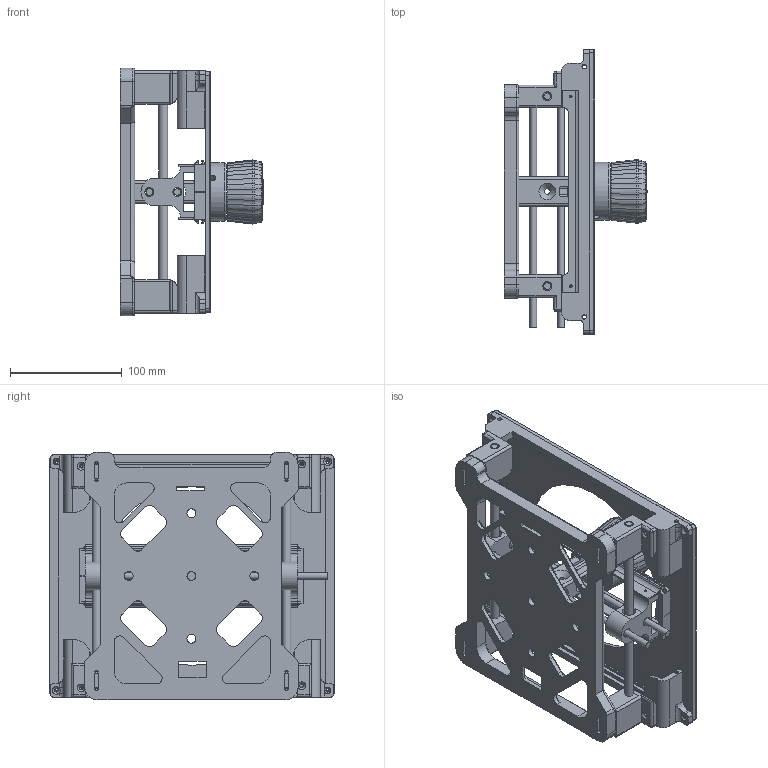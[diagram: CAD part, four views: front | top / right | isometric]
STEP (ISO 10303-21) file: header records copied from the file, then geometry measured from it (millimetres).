
FILE_DESCRIPTION(/* description */ ('CAx-IF Rec.Pracs.---Representation and Presentation of Product Manufacturing Information (PMI)---4.0---2014-10-13','CAx-IF Rec.Pracs.---3D Tessellated Geometry---0.4---2014-09-14','2;1'),/* implementation_level */ '2;1');
FILE_NAME(/* name */ 'ASSY_V6',/* time_stamp */ '2026-01-17T15:00:54+01:00',/* author */ (''),/* organization */ (''),/* preprocessor_version */ 'ST-DEVELOPER v20',/* originating_system */ 'SIEMENS PLM Software NX2506.4001',/* authorisation */ $);
FILE_SCHEMA (('AP242_MANAGED_MODEL_BASED_3D_ENGINEERING_MIM_LF { 1 0 10303 442 3 1 4 }'));
Products named in the file (26): ASSY_V6; rod short V5; MID rail V5; MID cross block V5; outer rail V5; rod long V5; corner piece V5; ASSY V5; knob V5; buttonplate V5; knob spacer V5; base plate V5; clips V5; button PCB V5; button base V5; ring V5; top plate V5; MID central block V5; MID central block cover V5; bottom plate V5
Assembly tree (26 placements, depth 3):
  ASSY_V6
    rod short V5
    MID rail V5
    MID cross block V5
    outer rail V5
    rod long V5
    corner piece V5
    corner piece V5  x2
    ASSY V5
      knob V5
      buttonplate V5
      knob spacer V5
      base plate V5
      clips V5
      button PCB V5
      button base V5
      ring V5
    top plate V5
    rod short V5
    rod long V5
    outer rail V5
    MID rail V5
    MID cross block V5
    MID central block V5
    MID central block cover V5
    bottom plate V5
Bounding box: 128.4 x 254.8 x 221.85 mm (x, y, z)
Volume: 712662 mm3; surface area: 360134.4 mm2
Topology: 28 solids, 28 shells, 1616 faces, 4490 edges, 3052 vertices
Faces by surface type: plane 655, cylinder 496, bspline 228, cone 181, torus 38, sphere 18
Full cylindrical faces by diameter (mm): 1.5 x2, 1.6 x4, 2.3 x2, 2.5 x18, 2.7 x16, 3 x7, 3.2 x7, 3.4 x4, 5 x1, 5.5 x5, 5.8 x2, 6 x2, 6.1 x6, 7 x2, 8 x7, 8.1 x4, 12 x1, 12.1 x2, 15.1 x2, 16 x1, 16.5 x2, 31 x1, 37 x1, 40 x1, 40.4 x1, 40.5 x1, 42 x1, 44 x1, 44.8 x1, 52 x1
Entity records: 58758 total; most frequent: CARTESIAN_POINT 16958, DIRECTION 8261, ORIENTED_EDGE 7696, EDGE_CURVE 3848, AXIS2_PLACEMENT_3D 3099, VERTEX_POINT 2507, LINE 2063, VECTOR 2063
